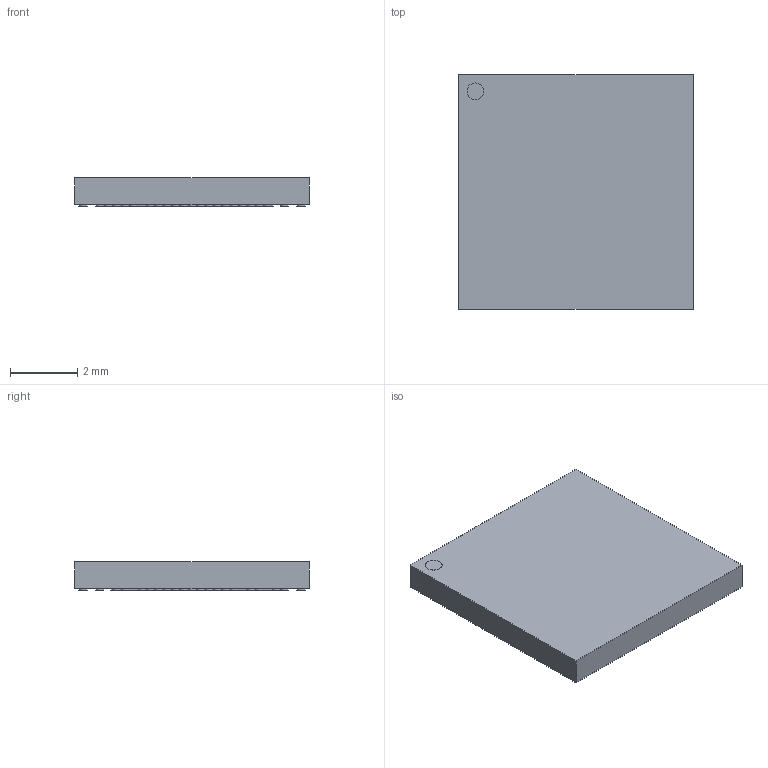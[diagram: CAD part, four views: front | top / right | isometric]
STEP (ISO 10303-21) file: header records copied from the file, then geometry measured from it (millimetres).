
FILE_DESCRIPTION(('FreeCAD Model'),'2;1');
FILE_NAME('Open CASCADE Shape Model','2024-11-15T00:34:55',( 'kicad StepUp'),('ksu MCAD'),'Open CASCADE STEP processor 7.8', 'FreeCAD','Unknown');
FILE_SCHEMA(('AUTOMOTIVE_DESIGN { 1 0 10303 214 1 1 1 1 }'));
Length unit declared in the file: millimetre
Products named in the file (1): Nordic_AQFN-73-1EP_7x7mm_P0.5mm
Bounding box: 7 x 7 x 0.85 mm (x, y, z)
Volume: 40.6 mm3; surface area: 124.3 mm2
Topology: 1 solids, 1 shells, 161 faces, 252 edges, 168 vertices
Faces by surface type: plane 87, cylinder 74
Full cylindrical faces by diameter (mm): 0.25 x73, 0.5 x1
Entity records: 4796 total; most frequent: DIRECTION 724, CARTESIAN_POINT 582, ORIENTED_EDGE 504, AXIS2_PLACEMENT_3D 310, EDGE_CURVE 252, FACE_BOUND 236, EDGE_LOOP 236, VERTEX_POINT 168
